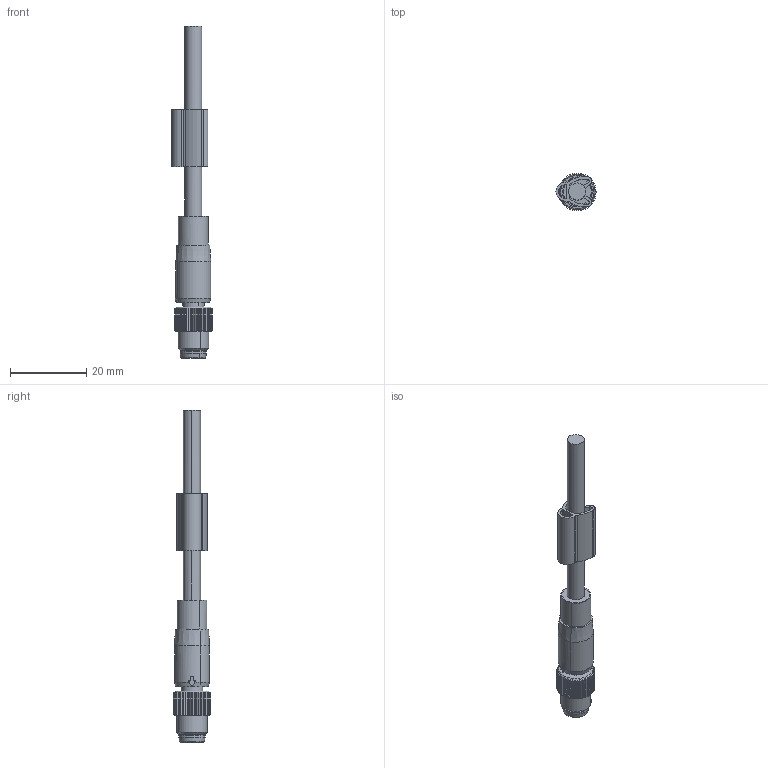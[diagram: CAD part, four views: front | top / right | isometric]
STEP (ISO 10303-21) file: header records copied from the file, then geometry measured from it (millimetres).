
FILE_DESCRIPTION(('CATIA V5 STEP Exchange','CAx-IF Rec.Pracs.--- Model Styling and Organization---1.5--- 2016-08-15','CAx-IF Rec.Pracs.---Supplemental Geometry---1.0---2011-11-01','CAx-IF Rec.Pracs.--- Composite Materials ---1.1---2010-07-15'),'2;1');
FILE_NAME ('457395-2_0', '2025-07-08T06:09:50+00:00', ('none'), ('Weidmueller'), 'CATIA Version 5-6 Release 2022 SP4 HF5', 'CATIA V5 STEP AP214 v3', 'none');
FILE_SCHEMA(('AUTOMOTIVE_DESIGN { 1 0 10303 214 1 1 1 1 }'));
Length unit declared in the file: millimetre
Products named in the file (1): 1927230000
Bounding box: 10.59 x 9.9 x 87.3 mm (x, y, z)
Volume: 3085.5 mm3; surface area: 3709.5 mm2
Topology: 1 solids, 10 shells, 365 faces, 952 edges, 615 vertices
Faces by surface type: plane 190, cylinder 110, cone 43, torus 16, sphere 6
Entity records: 10830 total; most frequent: CARTESIAN_POINT 2965, ORIENTED_EDGE 1892, DIRECTION 1028, EDGE_CURVE 946, VERTEX_POINT 615, AXIS2_PLACEMENT_3D 484, EDGE_LOOP 405, ADVANCED_FACE 365
